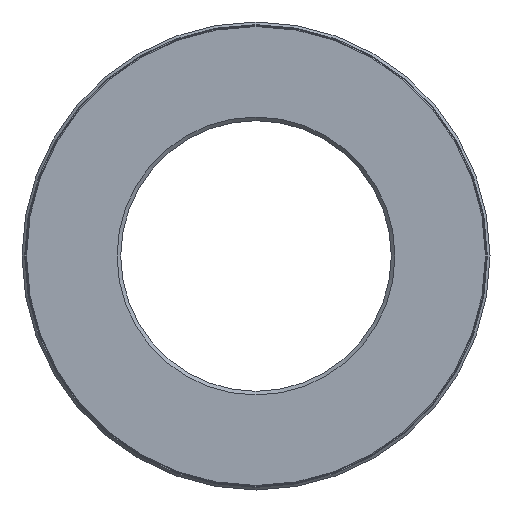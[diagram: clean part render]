
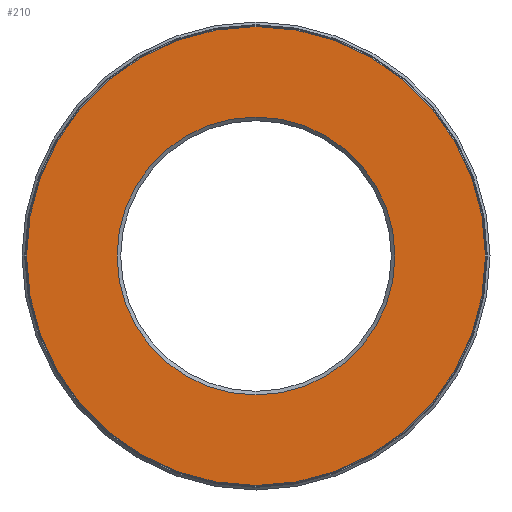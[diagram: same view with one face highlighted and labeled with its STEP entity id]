
A CAD part, front view. The second image highlights one B-rep face of the part: STEP entity #210.
In plain terms, the highlighted planar face has unit normal (0, -1, 0).
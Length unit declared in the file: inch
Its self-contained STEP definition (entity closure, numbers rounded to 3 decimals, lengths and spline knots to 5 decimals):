
#9 = DIRECTION ( 'NONE',  ( 0., 0., 1. ) ) ;
#85 = EDGE_LOOP ( 'NONE', ( #295 ) ) ;
#115 = AXIS2_PLACEMENT_3D ( 'NONE', #486, #251, #9 ) ;
#142 = CARTESIAN_POINT ( 'NONE',  ( 0., 0., 1.27187 ) ) ;
#169 = VERTEX_POINT ( 'NONE', #429 ) ;
#186 = AXIS2_PLACEMENT_3D ( 'NONE', #474, #432, #388 ) ;
#210 = ADVANCED_FACE ( 'NONE', ( #266, #331 ), #478, .F. ) ;
#246 = DIRECTION ( 'NONE',  ( 0., 1., 0. ) ) ;
#251 = DIRECTION ( 'NONE',  ( 0., 1., 0. ) ) ;
#266 = FACE_OUTER_BOUND ( 'NONE', #407, .T. ) ;
#278 = EDGE_CURVE ( 'NONE', #308, #308, #596, .T. ) ;
#295 = ORIENTED_EDGE ( 'NONE', *, *, #520, .T. ) ;
#308 = VERTEX_POINT ( 'NONE', #142 ) ;
#331 = FACE_BOUND ( 'NONE', #85, .T. ) ;
#388 = DIRECTION ( 'NONE',  ( 0., 0., 1. ) ) ;
#400 = CARTESIAN_POINT ( 'NONE',  ( 0., 0., 0. ) ) ;
#407 = EDGE_LOOP ( 'NONE', ( #545 ) ) ;
#421 = CIRCLE ( 'NONE', #601, 0.77 ) ;
#429 = CARTESIAN_POINT ( 'NONE',  ( 0., 0., 0.77 ) ) ;
#432 = DIRECTION ( 'NONE',  ( 0., 1., 0. ) ) ;
#474 = CARTESIAN_POINT ( 'NONE',  ( 0., 0., 0. ) ) ;
#478 = PLANE ( 'NONE',  #186 ) ;
#486 = CARTESIAN_POINT ( 'NONE',  ( 0., 0., 0. ) ) ;
#488 = DIRECTION ( 'NONE',  ( 0., 0., 1. ) ) ;
#520 = EDGE_CURVE ( 'NONE', #169, #169, #421, .T. ) ;
#545 = ORIENTED_EDGE ( 'NONE', *, *, #278, .F. ) ;
#596 = CIRCLE ( 'NONE', #115, 1.27187 ) ;
#601 = AXIS2_PLACEMENT_3D ( 'NONE', #400, #246, #488 ) ;
